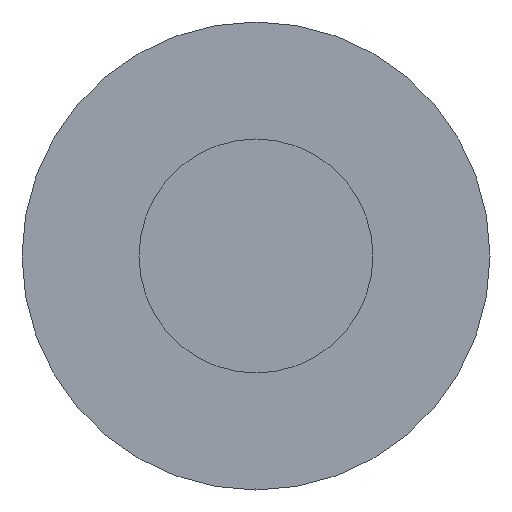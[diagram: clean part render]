
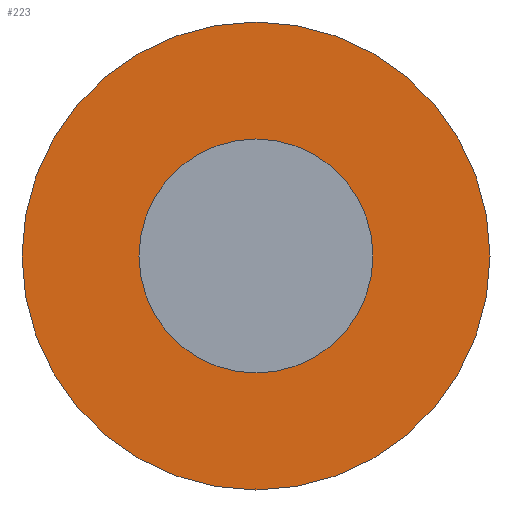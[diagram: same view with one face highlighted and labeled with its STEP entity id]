
A CAD part, left-side view. The second image highlights one B-rep face of the part: STEP entity #223.
In plain terms, the highlighted planar face has unit normal (-1, 0, 0).
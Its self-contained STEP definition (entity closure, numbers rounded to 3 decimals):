
#20 = AXIS2_PLACEMENT_3D ( 'NONE', #140, #355, #383 ) ;
#27 = CARTESIAN_POINT ( 'NONE',  ( 12., 0., 0. ) ) ;
#35 = CARTESIAN_POINT ( 'NONE',  ( 12., 0., 0. ) ) ;
#50 = VERTEX_POINT ( 'NONE', #377 ) ;
#53 = CIRCLE ( 'NONE', #137, 3. ) ;
#60 = DIRECTION ( 'NONE',  ( -1., 0., 0. ) ) ;
#84 = CARTESIAN_POINT ( 'NONE',  ( 12., 0., 3. ) ) ;
#110 = PLANE ( 'NONE',  #20 ) ;
#111 = DIRECTION ( 'NONE',  ( -1., 0., 0. ) ) ;
#113 = CIRCLE ( 'NONE', #251, 6. ) ;
#115 = DIRECTION ( 'NONE',  ( 0., 0., 1. ) ) ;
#121 = EDGE_CURVE ( 'NONE', #50, #345, #113, .T. ) ;
#137 = AXIS2_PLACEMENT_3D ( 'NONE', #299, #111, #321 ) ;
#140 = CARTESIAN_POINT ( 'NONE',  ( 12., 3., 0. ) ) ;
#164 = VERTEX_POINT ( 'NONE', #84 ) ;
#173 = AXIS2_PLACEMENT_3D ( 'NONE', #35, #60, #115 ) ;
#177 = DIRECTION ( 'NONE',  ( 0., 0., 1. ) ) ;
#181 = VERTEX_POINT ( 'NONE', #296 ) ;
#193 = EDGE_CURVE ( 'NONE', #164, #181, #232, .T. ) ;
#200 = DIRECTION ( 'NONE',  ( 0., 0., 1. ) ) ;
#206 = DIRECTION ( 'NONE',  ( -1., 0., 0. ) ) ;
#222 = EDGE_CURVE ( 'NONE', #181, #164, #53, .T. ) ;
#223 = ADVANCED_FACE ( 'NONE', ( #224, #285 ), #110, .F. ) ;
#224 = FACE_BOUND ( 'NONE', #327, .T. ) ;
#232 = CIRCLE ( 'NONE', #267, 3. ) ;
#235 = DIRECTION ( 'NONE',  ( -1., 0., 0. ) ) ;
#249 = ORIENTED_EDGE ( 'NONE', *, *, #193, .F. ) ;
#251 = AXIS2_PLACEMENT_3D ( 'NONE', #27, #235, #177 ) ;
#254 = ORIENTED_EDGE ( 'NONE', *, *, #121, .T. ) ;
#267 = AXIS2_PLACEMENT_3D ( 'NONE', #385, #206, #200 ) ;
#285 = FACE_OUTER_BOUND ( 'NONE', #320, .T. ) ;
#296 = CARTESIAN_POINT ( 'NONE',  ( 12., 0., -3. ) ) ;
#299 = CARTESIAN_POINT ( 'NONE',  ( 12., 0., 0. ) ) ;
#310 = ORIENTED_EDGE ( 'NONE', *, *, #222, .F. ) ;
#320 = EDGE_LOOP ( 'NONE', ( #358, #254 ) ) ;
#321 = DIRECTION ( 'NONE',  ( 0., 0., 1. ) ) ;
#327 = EDGE_LOOP ( 'NONE', ( #249, #310 ) ) ;
#345 = VERTEX_POINT ( 'NONE', #365 ) ;
#351 = CIRCLE ( 'NONE', #173, 6. ) ;
#355 = DIRECTION ( 'NONE',  ( 1., 0., 0. ) ) ;
#358 = ORIENTED_EDGE ( 'NONE', *, *, #366, .T. ) ;
#365 = CARTESIAN_POINT ( 'NONE',  ( 12., 0., 6. ) ) ;
#366 = EDGE_CURVE ( 'NONE', #345, #50, #351, .T. ) ;
#377 = CARTESIAN_POINT ( 'NONE',  ( 12., 0., -6. ) ) ;
#383 = DIRECTION ( 'NONE',  ( 0., 0., -1. ) ) ;
#385 = CARTESIAN_POINT ( 'NONE',  ( 12., 0., 0. ) ) ;
